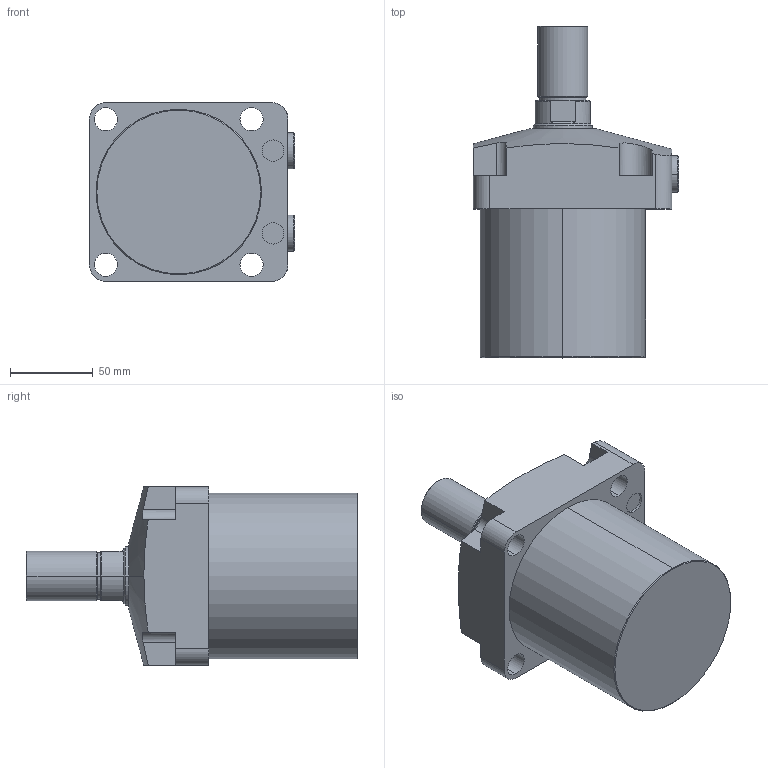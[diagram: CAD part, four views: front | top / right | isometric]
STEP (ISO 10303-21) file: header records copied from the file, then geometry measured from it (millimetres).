
FILE_DESCRIPTION (( 'STEP AP203' ), '1' );
FILE_NAME ('CNA25-60M.STEP', '2020-08-25T00:59:29', ( '微软用户' ), ( '微软中国' ), 'SwSTEP 2.0', 'SolidWorks 2012', '' );
FILE_SCHEMA (( 'CONFIG_CONTROL_DESIGN' ));
Length unit declared in the file: millimetre
Products named in the file (4): CNA25-60P; CNA25-60M; 黑芛3-8; 25-50M
Assembly tree (4 placements, depth 2):
  CNA25-60M
    25-50M
    黑芛3-8  x2
    CNA25-60P
Bounding box: 124 x 200.5 x 108 mm (x, y, z)
Volume: 1297252.7 mm3; surface area: 93332.6 mm2
Topology: 4 solids, 4 shells, 139 faces, 327 edges, 208 vertices
Faces by surface type: plane 56, cylinder 54, cone 29
Entity records: 4036 total; most frequent: CARTESIAN_POINT 850, DIRECTION 605, ORIENTED_EDGE 550, EDGE_CURVE 275, AXIS2_PLACEMENT_3D 238, VERTEX_POINT 178, EDGE_LOOP 137, VECTOR 129
